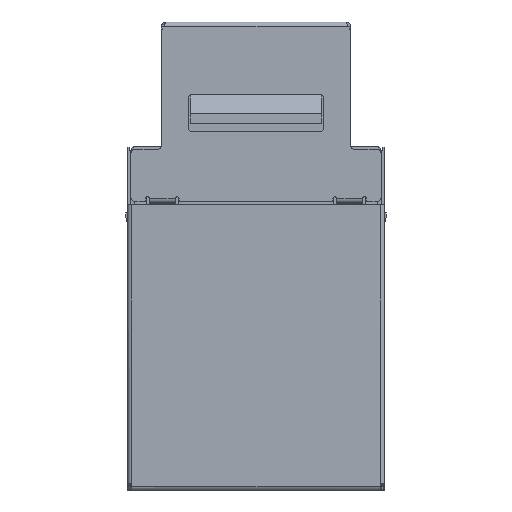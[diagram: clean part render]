
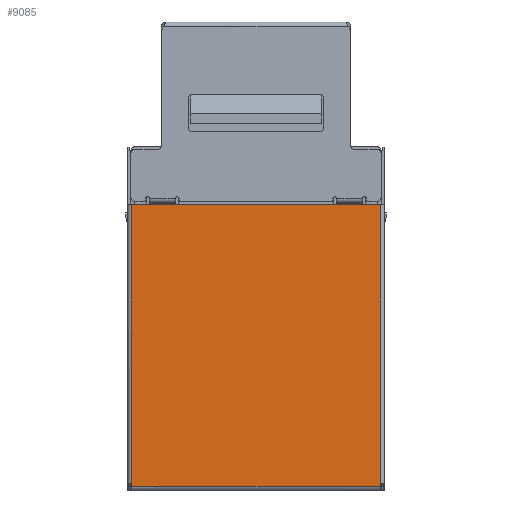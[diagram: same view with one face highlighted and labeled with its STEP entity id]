
A CAD part, front view. The second image highlights one B-rep face of the part: STEP entity #9085.
In plain terms, the highlighted face is planar.
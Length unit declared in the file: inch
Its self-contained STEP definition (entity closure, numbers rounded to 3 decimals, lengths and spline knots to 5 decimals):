
#636 = VECTOR ( 'NONE', #50613, 39.37008 ) ;
#1147 = CARTESIAN_POINT ( 'NONE',  ( 0.39646, 0.01343, -0.31752 ) ) ;
#6644 = DIRECTION ( 'NONE',  ( 0., -1., 0. ) ) ;
#8543 = AXIS2_PLACEMENT_3D ( 'NONE', #1147, #12483, #6644 ) ;
#9085 = ADVANCED_FACE ( 'NONE', ( #44800 ), #28178, .F. ) ;
#9635 = VECTOR ( 'NONE', #60380, 39.37008 ) ;
#10681 = VERTEX_POINT ( 'NONE', #40160 ) ;
#10683 = VERTEX_POINT ( 'NONE', #28363 ) ;
#12483 = DIRECTION ( 'NONE',  ( 0., 0., -1. ) ) ;
#13105 = DIRECTION ( 'NONE',  ( 0., 1., 0. ) ) ;
#14162 = EDGE_CURVE ( 'NONE', #10683, #71288, #18238, .T. ) ;
#15246 = CARTESIAN_POINT ( 'NONE',  ( -0.37795, 0.0174, -0.31752 ) ) ;
#18238 = LINE ( 'NONE', #68266, #636 ) ;
#18445 = CARTESIAN_POINT ( 'NONE',  ( -0.3776, 0.01181, -0.31752 ) ) ;
#19361 = DIRECTION ( 'NONE',  ( 0., 0., -1. ) ) ;
#22958 = CARTESIAN_POINT ( 'NONE',  ( 0.38976, 0.01181, -0.31752 ) ) ;
#23105 = EDGE_CURVE ( 'NONE', #26586, #39236, #58251, .T. ) ;
#24058 = VERTEX_POINT ( 'NONE', #31906 ) ;
#24112 = CARTESIAN_POINT ( 'NONE',  ( -0.39646, 0.01343, -0.31752 ) ) ;
#24147 = AXIS2_PLACEMENT_3D ( 'NONE', #50621, #40693, #34773 ) ;
#26581 = AXIS2_PLACEMENT_3D ( 'NONE', #24112, #19361, #13105 ) ;
#26586 = VERTEX_POINT ( 'NONE', #15246 ) ;
#28178 = PLANE ( 'NONE',  #24147 ) ;
#28363 = CARTESIAN_POINT ( 'NONE',  ( 0.37795, 0.86496, -0.31752 ) ) ;
#30362 = LINE ( 'NONE', #31459, #44985 ) ;
#30985 = CARTESIAN_POINT ( 'NONE',  ( -0.37795, 0.01181, -0.31752 ) ) ;
#31379 = EDGE_CURVE ( 'NONE', #10681, #71288, #44955, .T. ) ;
#31459 = CARTESIAN_POINT ( 'NONE',  ( 0.38976, 0.86496, -0.31752 ) ) ;
#31906 = CARTESIAN_POINT ( 'NONE',  ( -0.37795, 0.86496, -0.31752 ) ) ;
#34515 = CARTESIAN_POINT ( 'NONE',  ( 0.37795, 0.0174, -0.31752 ) ) ;
#34773 = DIRECTION ( 'NONE',  ( 1., 0., 0. ) ) ;
#37456 = ORIENTED_EDGE ( 'NONE', *, *, #23105, .F. ) ;
#39236 = VERTEX_POINT ( 'NONE', #18445 ) ;
#39901 = EDGE_CURVE ( 'NONE', #10681, #39236, #71920, .T. ) ;
#40141 = EDGE_LOOP ( 'NONE', ( #67008, #61118, #48567, #37456, #69172, #42324 ) ) ;
#40160 = CARTESIAN_POINT ( 'NONE',  ( 0.3776, 0.01181, -0.31752 ) ) ;
#40693 = DIRECTION ( 'NONE',  ( 0., 0., 1. ) ) ;
#42324 = ORIENTED_EDGE ( 'NONE', *, *, #51495, .F. ) ;
#44800 = FACE_OUTER_BOUND ( 'NONE', #40141, .T. ) ;
#44955 = CIRCLE ( 'NONE', #8543, 0.01893 ) ;
#44985 = VECTOR ( 'NONE', #63853, 39.37008 ) ;
#48567 = ORIENTED_EDGE ( 'NONE', *, *, #39901, .T. ) ;
#50613 = DIRECTION ( 'NONE',  ( 0., -1., 0. ) ) ;
#50621 = CARTESIAN_POINT ( 'NONE',  ( 0.38976, 0., -0.31752 ) ) ;
#51495 = EDGE_CURVE ( 'NONE', #10683, #24058, #30362, .T. ) ;
#51537 = VECTOR ( 'NONE', #67832, 39.37008 ) ;
#51996 = EDGE_CURVE ( 'NONE', #26586, #24058, #54158, .T. ) ;
#54158 = LINE ( 'NONE', #30985, #9635 ) ;
#58251 = CIRCLE ( 'NONE', #26581, 0.01893 ) ;
#60380 = DIRECTION ( 'NONE',  ( 0., 1., 0. ) ) ;
#61118 = ORIENTED_EDGE ( 'NONE', *, *, #31379, .F. ) ;
#63853 = DIRECTION ( 'NONE',  ( -1., 0., 0. ) ) ;
#67008 = ORIENTED_EDGE ( 'NONE', *, *, #14162, .T. ) ;
#67832 = DIRECTION ( 'NONE',  ( -1., 0., 0. ) ) ;
#68266 = CARTESIAN_POINT ( 'NONE',  ( 0.37795, 0.86496, -0.31752 ) ) ;
#69172 = ORIENTED_EDGE ( 'NONE', *, *, #51996, .T. ) ;
#71288 = VERTEX_POINT ( 'NONE', #34515 ) ;
#71920 = LINE ( 'NONE', #22958, #51537 ) ;
